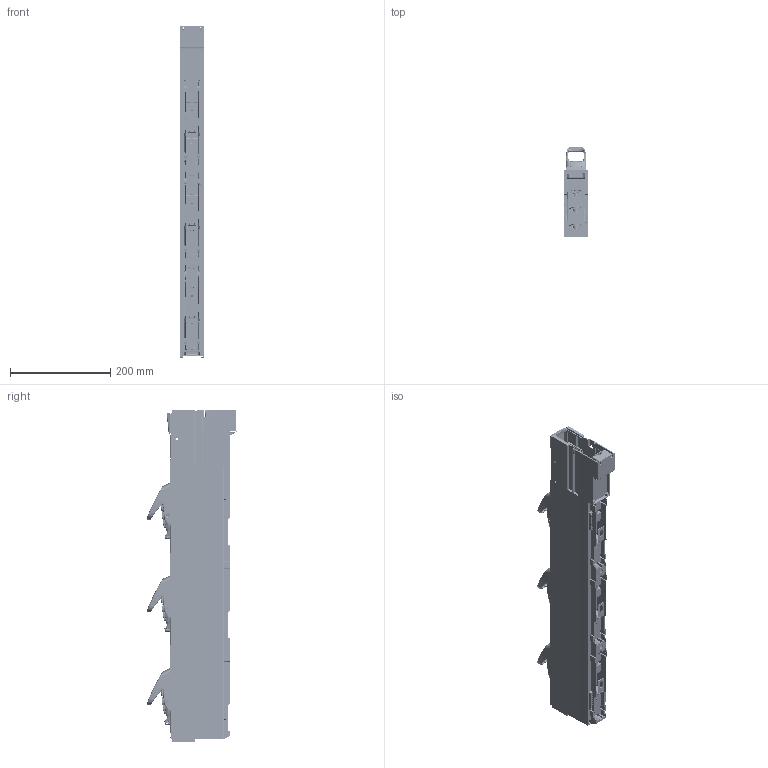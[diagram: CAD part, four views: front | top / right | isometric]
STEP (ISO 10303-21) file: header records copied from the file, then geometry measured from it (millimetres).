
FILE_DESCRIPTION((''),'2;1');
FILE_NAME('ZLBM00-1P-3U-M8_SIMPLE','2021-08-03T14:59:00',('FIKASAV3'),(''),'CREO PARAMETRIC BY PTC INC, 2020184','CREO PARAMETRIC BY PTC INC, 2020184','');
FILE_SCHEMA(('AUTOMOTIVE_DESIGN { 1 0 10303 214 1 1 1 1 }'));
Products named in the file (1): ZLBM00-1P-3U-M8_SIMPLE
Bounding box: 48.51 x 181.16 x 662.11 mm (x, y, z)
Volume: 2143582.6 mm3; surface area: 844503.2 mm2
Topology: 1 solids, 483 shells, 5664 faces, 33073 edges, 26806 vertices
Faces by surface type: plane 3011, cylinder 1532, bspline 483, cone 374, torus 176, sphere 47, extrusion 37, revolution 4
Entity records: 612076 total; most frequent: CARTESIAN_POINT 348419, ORIENTED_EDGE 43385, DIRECTION 34898, EDGE_CURVE 33029, VERTEX_POINT 26810, VECTOR 18297, LINE 18260, B_SPLINE_CURVE_WITH_KNOTS 11672
